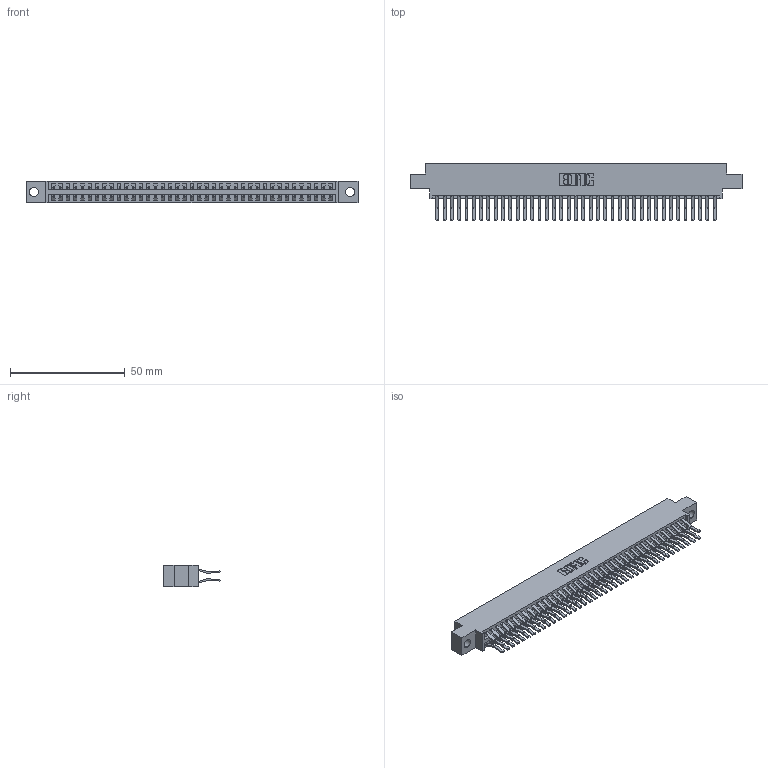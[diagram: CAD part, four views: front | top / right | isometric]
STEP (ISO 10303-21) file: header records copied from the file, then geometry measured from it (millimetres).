
FILE_DESCRIPTION (( 'STEP AP203' ), '1' );
FILE_NAME ('396-078-560-804.STEP', '2018-09-09T20:00:37', ( '' ), ( '' ), 'SwSTEP 2.0', 'SolidWorks 2016', '' );
FILE_SCHEMA (( 'CONFIG_CONTROL_DESIGN' ));
Length unit declared in the file: inch
Products named in the file (3): 346 Part_0.170 Offset - 0.156 Dia-TH; 345-292-001_560 Tail; 396-078-560-804
Assembly tree (79 placements, depth 2):
  396-078-560-804
    346 Part_0.170 Offset - 0.156 Dia-TH
    345-292-001_560 Tail  x78
Bounding box: 144.4 x 24.78 x 9.4 mm (x, y, z)
Volume: 14326.2 mm3; surface area: 21002.1 mm2
Topology: 79 solids, 79 shells, 4338 faces, 12899 edges, 8494 vertices
Faces by surface type: plane 2810, cylinder 1528
Entity records: 26079 total; most frequent: CARTESIAN_POINT 4304, ORIENTED_EDGE 4238, DIRECTION 3847, EDGE_CURVE 2119, VECTOR 1827, LINE 1827, VERTEX_POINT 1410, AXIS2_PLACEMENT_3D 1010
